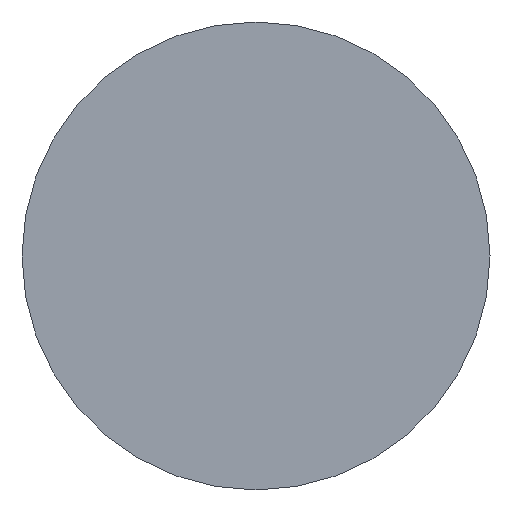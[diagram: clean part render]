
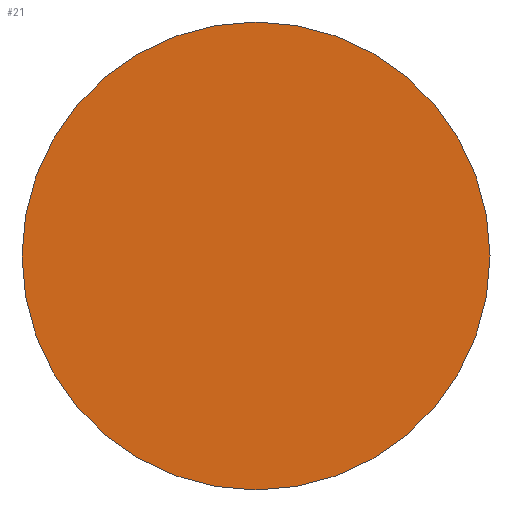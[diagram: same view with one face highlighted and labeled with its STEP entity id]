
A CAD part, left-side view. The second image highlights one B-rep face of the part: STEP entity #21.
In plain terms, the highlighted planar face has unit normal (-1, 0, 0).
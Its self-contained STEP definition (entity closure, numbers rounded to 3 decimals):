
#20 = EDGE_CURVE ( 'NONE', #29, #157, #302, .T. ) ;
#21 = ADVANCED_FACE ( 'NONE', ( #297 ), #257, .T. ) ;
#22 = EDGE_LOOP ( 'NONE', ( #84, #85 ) ) ;
#29 = VERTEX_POINT ( 'NONE', #248 ) ;
#84 = ORIENTED_EDGE ( 'NONE', *, *, #156, .T. ) ;
#85 = ORIENTED_EDGE ( 'NONE', *, *, #20, .T. ) ;
#156 = EDGE_CURVE ( 'NONE', #157, #29, #592, .T. ) ;
#157 = VERTEX_POINT ( 'NONE', #587 ) ;
#248 = CARTESIAN_POINT ( 'NONE',  ( -0.002, 0., 1.606 ) ) ;
#252 = DIRECTION ( 'NONE',  ( 0., 0., -1. ) ) ;
#253 = DIRECTION ( 'NONE',  ( -1., 0., 0. ) ) ;
#254 = CARTESIAN_POINT ( 'NONE',  ( -0.002, 0., 0.806 ) ) ;
#255 = AXIS2_PLACEMENT_3D ( 'NONE', #254, #253, #252 ) ;
#257 = PLANE ( 'NONE',  #255 ) ;
#297 = FACE_OUTER_BOUND ( 'NONE', #22, .T. ) ;
#298 = DIRECTION ( 'NONE',  ( 0., 0., -1. ) ) ;
#299 = DIRECTION ( 'NONE',  ( -1., 0., 0. ) ) ;
#300 = CARTESIAN_POINT ( 'NONE',  ( -0.002, 0., 0.806 ) ) ;
#301 = AXIS2_PLACEMENT_3D ( 'NONE', #300, #299, #298 ) ;
#302 = CIRCLE ( 'NONE', #301, 0.8 ) ;
#587 = CARTESIAN_POINT ( 'NONE',  ( -0.002, 0., 0.006 ) ) ;
#588 = DIRECTION ( 'NONE',  ( 0., 0., -1. ) ) ;
#589 = DIRECTION ( 'NONE',  ( -1., 0., 0. ) ) ;
#590 = CARTESIAN_POINT ( 'NONE',  ( -0.002, 0., 0.806 ) ) ;
#591 = AXIS2_PLACEMENT_3D ( 'NONE', #590, #589, #588 ) ;
#592 = CIRCLE ( 'NONE', #591, 0.8 ) ;
